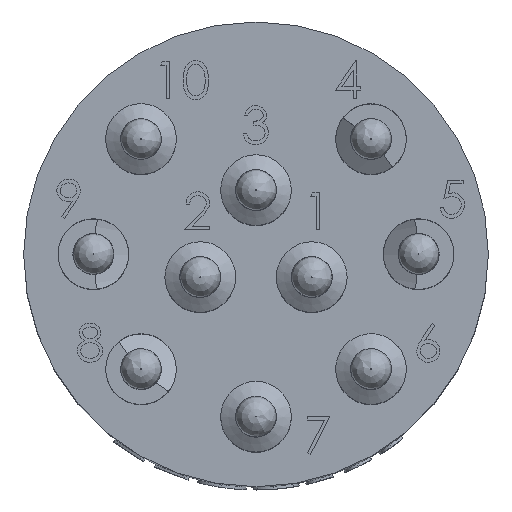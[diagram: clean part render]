
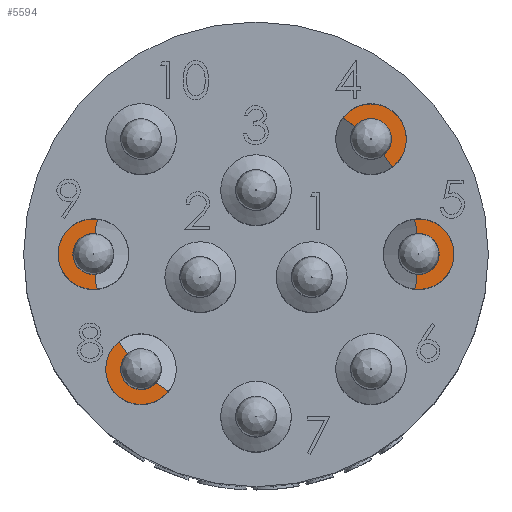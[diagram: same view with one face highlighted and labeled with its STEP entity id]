
A CAD part, top view. The second image highlights one B-rep face of the part: STEP entity #5594.
In plain terms, the highlighted planar face has unit normal (0, 0, -1).
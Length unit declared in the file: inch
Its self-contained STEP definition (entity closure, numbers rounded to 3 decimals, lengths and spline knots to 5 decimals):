
#140=PLANE('',#6130);
#303=FACE_BOUND('',#1804,.T.);
#1448=FACE_OUTER_BOUND('',#1803,.T.);
#1803=EDGE_LOOP('',(#4356,#4357));
#1804=EDGE_LOOP('',(#4358,#4359));
#2254=CIRCLE('',#6080,0.4375);
#2255=CIRCLE('',#6081,0.4375);
#2258=CIRCLE('',#6085,0.625);
#2259=CIRCLE('',#6086,0.625);
#2484=VERTEX_POINT('',#8219);
#2485=VERTEX_POINT('',#8220);
#2488=VERTEX_POINT('',#8229);
#2489=VERTEX_POINT('',#8231);
#3116=EDGE_CURVE('',#2484,#2485,#2254,.T.);
#3117=EDGE_CURVE('',#2485,#2484,#2255,.T.);
#3122=EDGE_CURVE('',#2488,#2489,#2258,.T.);
#3123=EDGE_CURVE('',#2489,#2488,#2259,.T.);
#4356=ORIENTED_EDGE('',*,*,#3123,.F.);
#4357=ORIENTED_EDGE('',*,*,#3122,.F.);
#4358=ORIENTED_EDGE('',*,*,#3116,.T.);
#4359=ORIENTED_EDGE('',*,*,#3117,.T.);
#5594=ADVANCED_FACE('',(#1448,#303),#140,.F.);
#6080=AXIS2_PLACEMENT_3D('',#8221,#6751,#6752);
#6081=AXIS2_PLACEMENT_3D('',#8222,#6753,#6754);
#6085=AXIS2_PLACEMENT_3D('',#8232,#6763,#6764);
#6086=AXIS2_PLACEMENT_3D('',#8233,#6765,#6766);
#6130=AXIS2_PLACEMENT_3D('',#12375,#6941,#6942);
#6751=DIRECTION('center_axis',(0.,0.,1.));
#6752=DIRECTION('ref_axis',(1.,0.,0.));
#6753=DIRECTION('center_axis',(0.,0.,1.));
#6754=DIRECTION('ref_axis',(1.,0.,0.));
#6763=DIRECTION('center_axis',(0.,0.,1.));
#6764=DIRECTION('ref_axis',(1.,0.,0.));
#6765=DIRECTION('center_axis',(0.,0.,1.));
#6766=DIRECTION('ref_axis',(1.,0.,0.));
#6941=DIRECTION('center_axis',(0.,0.,1.));
#6942=DIRECTION('ref_axis',(1.,0.,0.));
#8219=CARTESIAN_POINT('',(-1.57913,1.17412,-0.05818));
#8220=CARTESIAN_POINT('',(-2.45413,1.17412,-0.05818));
#8221=CARTESIAN_POINT('Origin',(-2.01663,1.17412,-0.05818));
#8222=CARTESIAN_POINT('Origin',(-2.01663,1.17412,-0.05818));
#8229=CARTESIAN_POINT('',(-2.64163,1.17412,-0.05818));
#8231=CARTESIAN_POINT('',(-1.39163,1.17412,-0.05818));
#8232=CARTESIAN_POINT('Origin',(-2.01663,1.17412,-0.05818));
#8233=CARTESIAN_POINT('Origin',(-2.01663,1.17412,-0.05818));
#12375=CARTESIAN_POINT('Origin',(-2.01663,1.79912,-0.05818));
